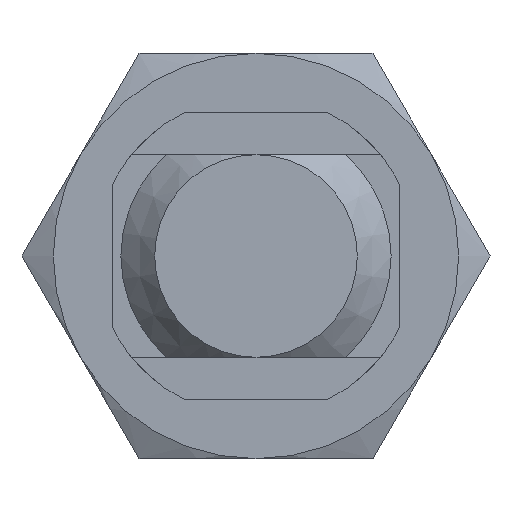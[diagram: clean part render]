
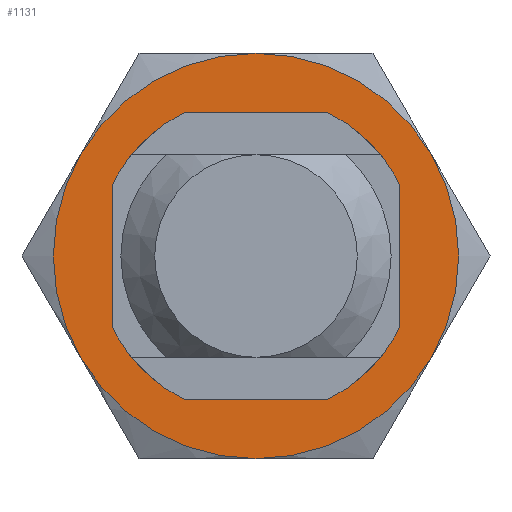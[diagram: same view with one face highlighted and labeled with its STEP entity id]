
A CAD part, left-side view. The second image highlights one B-rep face of the part: STEP entity #1131.
In plain terms, the highlighted planar face has unit normal (-1, 0, 0).
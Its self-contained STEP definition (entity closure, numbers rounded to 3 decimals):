
#29 = CARTESIAN_POINT ( 'NONE',  ( 4., -10.392, -6. ) ) ;
#95 = EDGE_CURVE ( 'NONE', #4090, #768, #2906, .T. ) ;
#101 = EDGE_CURVE ( 'NONE', #768, #4090, #2272, .T. ) ;
#112 = DIRECTION ( 'NONE',  ( -1., 0., 0. ) ) ;
#194 = DIRECTION ( 'NONE',  ( 0., 0., -1. ) ) ;
#198 = DIRECTION ( 'NONE',  ( 0., 0., -1. ) ) ;
#205 = ORIENTED_EDGE ( 'NONE', *, *, #998, .T. ) ;
#290 = AXIS2_PLACEMENT_3D ( 'NONE', #2903, #2928, #194 ) ;
#362 = AXIS2_PLACEMENT_3D ( 'NONE', #3242, #583, #4279 ) ;
#370 = VERTEX_POINT ( 'NONE', #2762 ) ;
#374 = CIRCLE ( 'NONE', #2071, 12. ) ;
#420 = EDGE_CURVE ( 'NONE', #370, #958, #1435, .T. ) ;
#449 = AXIS2_PLACEMENT_3D ( 'NONE', #786, #3180, #2431 ) ;
#468 = VERTEX_POINT ( 'NONE', #29 ) ;
#517 = AXIS2_PLACEMENT_3D ( 'NONE', #1661, #1394, #691 ) ;
#583 = DIRECTION ( 'NONE',  ( -1., 0., 0. ) ) ;
#691 = DIRECTION ( 'NONE',  ( 0., 0., -1. ) ) ;
#705 = DIRECTION ( 'NONE',  ( 0., 0., -1. ) ) ;
#748 = ORIENTED_EDGE ( 'NONE', *, *, #1246, .T. ) ;
#768 = VERTEX_POINT ( 'NONE', #1599 ) ;
#786 = CARTESIAN_POINT ( 'NONE',  ( 4., 0., 0. ) ) ;
#823 = DIRECTION ( 'NONE',  ( -1., 0., 0. ) ) ;
#917 = PLANE ( 'NONE',  #2347 ) ;
#958 = VERTEX_POINT ( 'NONE', #3522 ) ;
#998 = EDGE_CURVE ( 'NONE', #1687, #370, #1999, .T. ) ;
#1120 = DIRECTION ( 'NONE',  ( -1., 0., 0. ) ) ;
#1131 = ADVANCED_FACE ( 'NONE', ( #1961, #3930 ), #917, .F. ) ;
#1246 = EDGE_CURVE ( 'NONE', #2770, #1687, #2982, .T. ) ;
#1332 = EDGE_LOOP ( 'NONE', ( #3360, #4010, #1468, #748, #205, #2104 ) ) ;
#1394 = DIRECTION ( 'NONE',  ( -1., 0., 0. ) ) ;
#1414 = CARTESIAN_POINT ( 'NONE',  ( 4., 0., 8. ) ) ;
#1435 = CIRCLE ( 'NONE', #3539, 12. ) ;
#1468 = ORIENTED_EDGE ( 'NONE', *, *, #3644, .T. ) ;
#1599 = CARTESIAN_POINT ( 'NONE',  ( 4., 0., -8. ) ) ;
#1661 = CARTESIAN_POINT ( 'NONE',  ( 4., 0., 0. ) ) ;
#1687 = VERTEX_POINT ( 'NONE', #3362 ) ;
#1818 = DIRECTION ( 'NONE',  ( 0., 0., -1. ) ) ;
#1961 = FACE_BOUND ( 'NONE', #3003, .T. ) ;
#1999 = CIRCLE ( 'NONE', #3332, 12. ) ;
#2071 = AXIS2_PLACEMENT_3D ( 'NONE', #4145, #1120, #1818 ) ;
#2104 = ORIENTED_EDGE ( 'NONE', *, *, #420, .T. ) ;
#2131 = ORIENTED_EDGE ( 'NONE', *, *, #101, .F. ) ;
#2255 = CARTESIAN_POINT ( 'NONE',  ( 4., 0., 0. ) ) ;
#2272 = CIRCLE ( 'NONE', #362, 8. ) ;
#2273 = DIRECTION ( 'NONE',  ( 1., 0., 0. ) ) ;
#2347 = AXIS2_PLACEMENT_3D ( 'NONE', #3287, #2273, #3615 ) ;
#2431 = DIRECTION ( 'NONE',  ( 0., 0., -1. ) ) ;
#2497 = CARTESIAN_POINT ( 'NONE',  ( 4., -10.392, 6. ) ) ;
#2762 = CARTESIAN_POINT ( 'NONE',  ( 4., 10.392, -6. ) ) ;
#2770 = VERTEX_POINT ( 'NONE', #3045 ) ;
#2900 = CARTESIAN_POINT ( 'NONE',  ( 4., 0., 0. ) ) ;
#2903 = CARTESIAN_POINT ( 'NONE',  ( 4., 0., 0. ) ) ;
#2906 = CIRCLE ( 'NONE', #290, 8. ) ;
#2928 = DIRECTION ( 'NONE',  ( -1., 0., 0. ) ) ;
#2982 = CIRCLE ( 'NONE', #517, 12. ) ;
#3003 = EDGE_LOOP ( 'NONE', ( #2131, #3245 ) ) ;
#3045 = CARTESIAN_POINT ( 'NONE',  ( 4., 0., 12. ) ) ;
#3180 = DIRECTION ( 'NONE',  ( -1., 0., 0. ) ) ;
#3239 = VERTEX_POINT ( 'NONE', #2497 ) ;
#3242 = CARTESIAN_POINT ( 'NONE',  ( 4., 0., 0. ) ) ;
#3245 = ORIENTED_EDGE ( 'NONE', *, *, #95, .F. ) ;
#3287 = CARTESIAN_POINT ( 'NONE',  ( 4., 0., 0. ) ) ;
#3332 = AXIS2_PLACEMENT_3D ( 'NONE', #2255, #3976, #198 ) ;
#3360 = ORIENTED_EDGE ( 'NONE', *, *, #3992, .T. ) ;
#3362 = CARTESIAN_POINT ( 'NONE',  ( 4., 10.392, 6. ) ) ;
#3514 = DIRECTION ( 'NONE',  ( 0., 0., -1. ) ) ;
#3522 = CARTESIAN_POINT ( 'NONE',  ( 4., 0., -12. ) ) ;
#3539 = AXIS2_PLACEMENT_3D ( 'NONE', #3785, #112, #705 ) ;
#3555 = EDGE_CURVE ( 'NONE', #468, #3239, #374, .T. ) ;
#3615 = DIRECTION ( 'NONE',  ( 0., -1., 0. ) ) ;
#3619 = CIRCLE ( 'NONE', #3904, 12. ) ;
#3644 = EDGE_CURVE ( 'NONE', #3239, #2770, #3619, .T. ) ;
#3785 = CARTESIAN_POINT ( 'NONE',  ( 4., 0., 0. ) ) ;
#3904 = AXIS2_PLACEMENT_3D ( 'NONE', #2900, #823, #3514 ) ;
#3930 = FACE_OUTER_BOUND ( 'NONE', #1332, .T. ) ;
#3976 = DIRECTION ( 'NONE',  ( -1., 0., 0. ) ) ;
#3992 = EDGE_CURVE ( 'NONE', #958, #468, #4337, .T. ) ;
#4010 = ORIENTED_EDGE ( 'NONE', *, *, #3555, .T. ) ;
#4090 = VERTEX_POINT ( 'NONE', #1414 ) ;
#4145 = CARTESIAN_POINT ( 'NONE',  ( 4., 0., 0. ) ) ;
#4279 = DIRECTION ( 'NONE',  ( 0., 0., -1. ) ) ;
#4337 = CIRCLE ( 'NONE', #449, 12. ) ;
